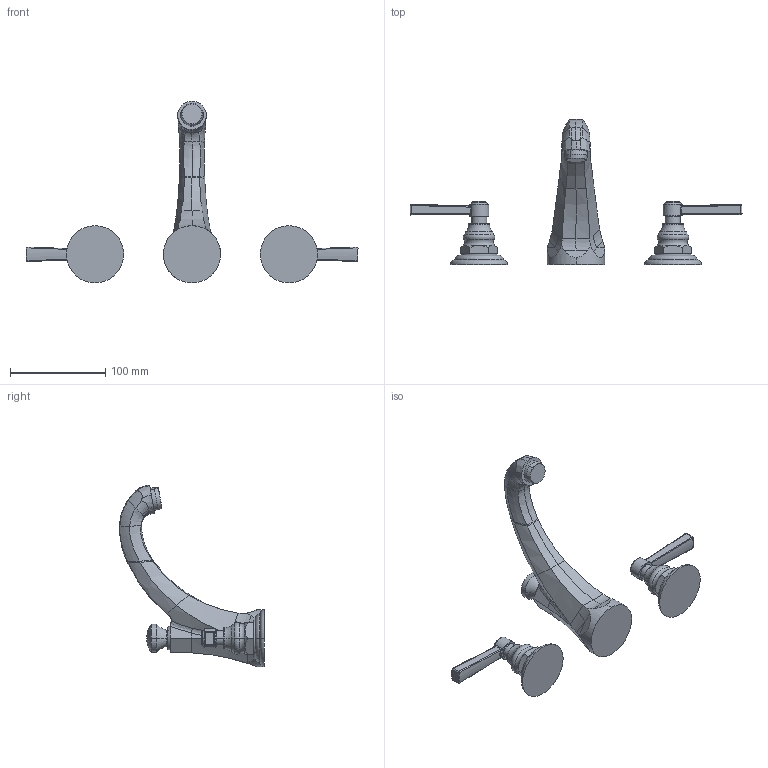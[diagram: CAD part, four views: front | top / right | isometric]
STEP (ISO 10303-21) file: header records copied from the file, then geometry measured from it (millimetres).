
FILE_DESCRIPTION((''),'2;1');
FILE_NAME('910C','2020-11-26T09:51:01',('jinson.thomas'),(''),'CREO PARAMETRIC BY PTC INC, 2018400','CREO PARAMETRIC BY PTC INC, 2018400','');
FILE_SCHEMA(('CONFIG_CONTROL_DESIGN'));
Length unit declared in the file: inch
Products named in the file (1): 910C
Bounding box: 347.98 x 151.84 x 190.49 mm (x, y, z)
Volume: 409965.4 mm3; surface area: 63603.6 mm2
Topology: 3 solids, 3 shells, 296 faces, 680 edges, 394 vertices
Faces by surface type: bspline 120, plane 62, cylinder 50, torus 46, cone 10, sphere 8
Entity records: 12273 total; most frequent: CARTESIAN_POINT 6641, ORIENTED_EDGE 1340, DIRECTION 859, EDGE_CURVE 670, VERTEX_POINT 394, AXIS2_PLACEMENT_3D 372, B_SPLINE_CURVE_WITH_KNOTS 359, EDGE_LOOP 310
